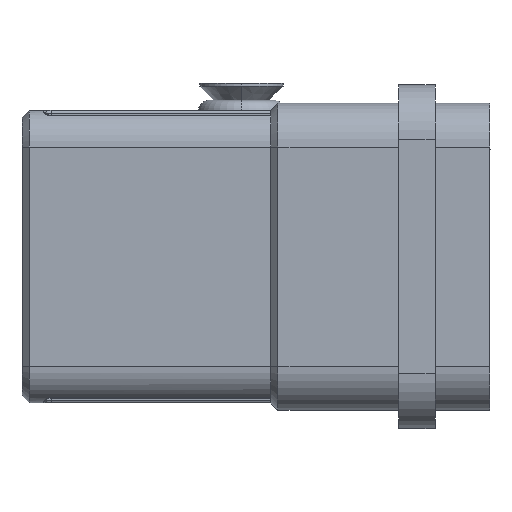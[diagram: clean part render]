
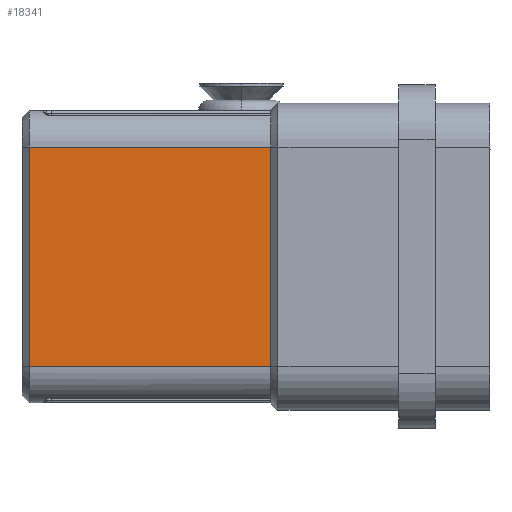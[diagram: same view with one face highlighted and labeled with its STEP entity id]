
A CAD part, left-side view. The second image highlights one B-rep face of the part: STEP entity #18341.
In plain terms, the highlighted planar face has unit normal (-1, 0, 0).
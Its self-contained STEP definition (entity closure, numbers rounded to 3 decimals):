
#4888=DIRECTION('',(0.,1.,0.));
#4889=VECTOR('',#4888,16.5);
#4890=CARTESIAN_POINT('',(-10.,15.,-7.5));
#4891=LINE('',#4890,#4889);
#4892=DIRECTION('',(0.,0.,1.));
#4893=VECTOR('',#4892,15.);
#4894=CARTESIAN_POINT('',(-10.,31.5,
-7.5));
#4895=LINE('',#4894,#4893);
#4896=DIRECTION('',(0.,1.,0.));
#4897=VECTOR('',#4896,16.5);
#4898=CARTESIAN_POINT('',(-10.,15.,7.5));
#4899=LINE('',#4898,#4897);
#4900=DIRECTION('',(0.,0.,-1.));
#4901=VECTOR('',#4900,15.);
#4902=CARTESIAN_POINT('',(-10.,15.,7.5));
#4903=LINE('',#4902,#4901);
#7572=CARTESIAN_POINT('',(-10.,31.5,7.5));
#7573=VERTEX_POINT('',#7572);
#7576=CARTESIAN_POINT('',(-10.,31.5,
-7.5));
#7577=VERTEX_POINT('',#7576);
#7672=CARTESIAN_POINT('',(-10.,15.,-7.5));
#7673=VERTEX_POINT('',#7672);
#7674=CARTESIAN_POINT('',(-10.,15.,7.5));
#7675=VERTEX_POINT('',#7674);
#18328=CARTESIAN_POINT('',(-10.,32.,10.));
#18329=DIRECTION('',(1.,0.,0.));
#18330=DIRECTION('',(0.,0.,-1.));
#18331=AXIS2_PLACEMENT_3D('',#18328,#18329,#18330);
#18332=PLANE('',#18331);
#18334=ORIENTED_EDGE('',*,*,#18333,.T.);
#18335=ORIENTED_EDGE('',*,*,#18166,.T.);
#18337=ORIENTED_EDGE('',*,*,#18336,.F.);
#18338=ORIENTED_EDGE('',*,*,#18315,.T.);
#18339=EDGE_LOOP('',(#18334,#18335,#18337,#18338));
#18340=FACE_OUTER_BOUND('',#18339,.F.);
#18166=EDGE_CURVE('',#7577,#7573,#4895,.T.);
#18315=EDGE_CURVE('',#7675,#7673,#4903,.T.);
#18333=EDGE_CURVE('',#7673,#7577,#4891,.T.);
#18336=EDGE_CURVE('',#7675,#7573,#4899,.T.);
#18341=ADVANCED_FACE('',(#18340),#18332,.F.);
